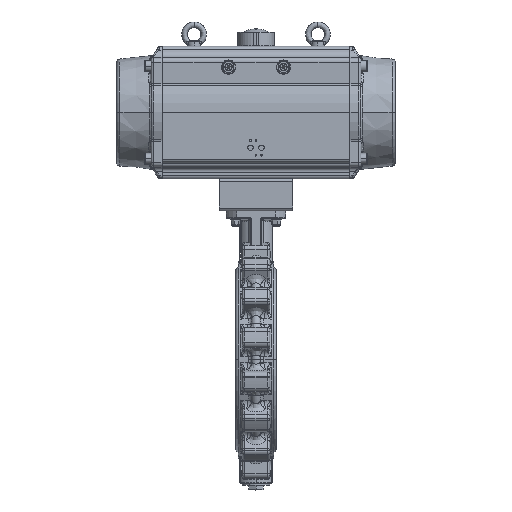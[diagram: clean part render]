
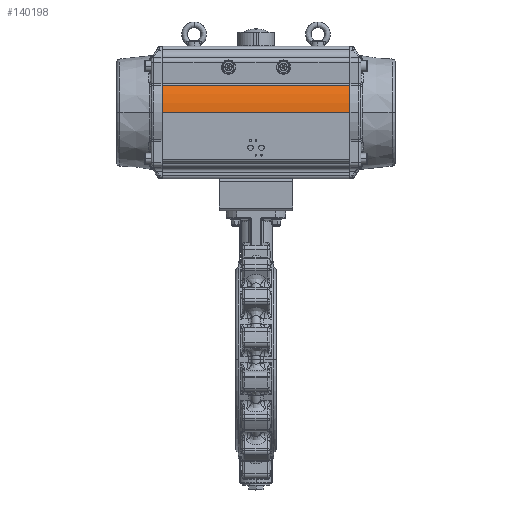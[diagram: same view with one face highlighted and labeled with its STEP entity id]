
A CAD part, top view. The second image highlights one B-rep face of the part: STEP entity #140198.
In plain terms, the highlighted cylindrical face has radius 130 mm (diameter 260 mm), a partial arc.
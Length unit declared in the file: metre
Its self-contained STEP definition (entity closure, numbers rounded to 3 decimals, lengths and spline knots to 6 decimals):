
#90 = CYLINDRICAL_SURFACE ( 'NONE', #21735, 0.13 ) ;
#1581 = ORIENTED_EDGE ( 'NONE', *, *, #28323, .T. ) ;
#7357 = VERTEX_POINT ( 'NONE', #106823 ) ;
#17143 = LINE ( 'NONE', #63417, #76465 ) ;
#21735 = AXIS2_PLACEMENT_3D ( 'NONE', #126759, #141740, #34991 ) ;
#28323 = EDGE_CURVE ( 'NONE', #134229, #7357, #38135, .T. ) ;
#31306 = CARTESIAN_POINT ( 'NONE',  ( -0.326502, 0.458109, 0.645116 ) ) ;
#34991 = DIRECTION ( 'NONE',  ( 0., 0., -1. ) ) ;
#35564 = CARTESIAN_POINT ( 'NONE',  ( 0.081498, 0.458109, 0.645116 ) ) ;
#35624 = AXIS2_PLACEMENT_3D ( 'NONE', #35564, #81843, #80346 ) ;
#38135 = CIRCLE ( 'NONE', #35624, 0.13 ) ;
#41773 = CIRCLE ( 'NONE', #148302, 0.13 ) ;
#42848 = EDGE_CURVE ( 'NONE', #130425, #83151, #41773, .T. ) ;
#45257 = VECTOR ( 'NONE', #114275, 1. ) ;
#51775 = CARTESIAN_POINT ( 'NONE',  ( 0.081498, 0.458109, 0.775116 ) ) ;
#57917 = CARTESIAN_POINT ( 'NONE',  ( -0.326502, 0.516653, 0.761187 ) ) ;
#63417 = CARTESIAN_POINT ( 'NONE',  ( -0.326502, 0.458109, 0.775116 ) ) ;
#75340 = DIRECTION ( 'NONE',  ( 1., 0., 0. ) ) ;
#76465 = VECTOR ( 'NONE', #86943, 1. ) ;
#80346 = DIRECTION ( 'NONE',  ( 0., 0., -1. ) ) ;
#81843 = DIRECTION ( 'NONE',  ( -1., 0., 0. ) ) ;
#83151 = VERTEX_POINT ( 'NONE', #114684 ) ;
#85605 = EDGE_LOOP ( 'NONE', ( #1581, #138908, #121931, #95212 ) ) ;
#86943 = DIRECTION ( 'NONE',  ( 1., 0., 0. ) ) ;
#91535 = LINE ( 'NONE', #137789, #45257 ) ;
#95212 = ORIENTED_EDGE ( 'NONE', *, *, #116462, .T. ) ;
#106823 = CARTESIAN_POINT ( 'NONE',  ( 0.081498, 0.516653, 0.761187 ) ) ;
#114275 = DIRECTION ( 'NONE',  ( -1., 0., 0. ) ) ;
#114684 = CARTESIAN_POINT ( 'NONE',  ( -0.326502, 0.458109, 0.775116 ) ) ;
#116462 = EDGE_CURVE ( 'NONE', #83151, #134229, #17143, .T. ) ;
#118851 = EDGE_CURVE ( 'NONE', #7357, #130425, #91535, .T. ) ;
#121931 = ORIENTED_EDGE ( 'NONE', *, *, #42848, .T. ) ;
#126759 = CARTESIAN_POINT ( 'NONE',  ( -0.326502, 0.458109, 0.645116 ) ) ;
#130425 = VERTEX_POINT ( 'NONE', #57917 ) ;
#134229 = VERTEX_POINT ( 'NONE', #51775 ) ;
#134488 = DIRECTION ( 'NONE',  ( 0., 0., -1. ) ) ;
#137789 = CARTESIAN_POINT ( 'NONE',  ( -0.326502, 0.516653, 0.761187 ) ) ;
#138147 = FACE_OUTER_BOUND ( 'NONE', #85605, .T. ) ;
#138908 = ORIENTED_EDGE ( 'NONE', *, *, #118851, .T. ) ;
#140198 = ADVANCED_FACE ( 'NONE', ( #138147 ), #90, .T. ) ;
#141740 = DIRECTION ( 'NONE',  ( 1., 0., 0. ) ) ;
#148302 = AXIS2_PLACEMENT_3D ( 'NONE', #31306, #75340, #134488 ) ;
